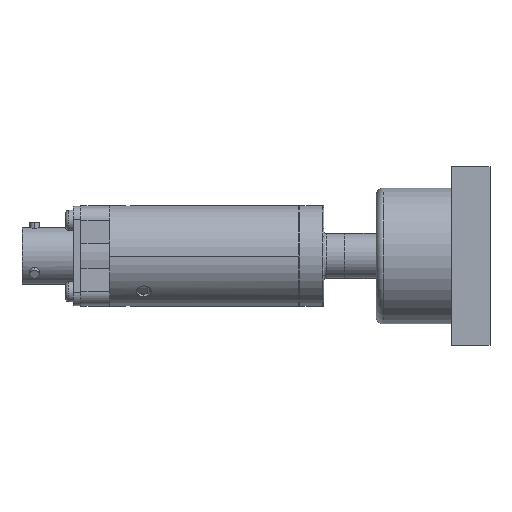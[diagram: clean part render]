
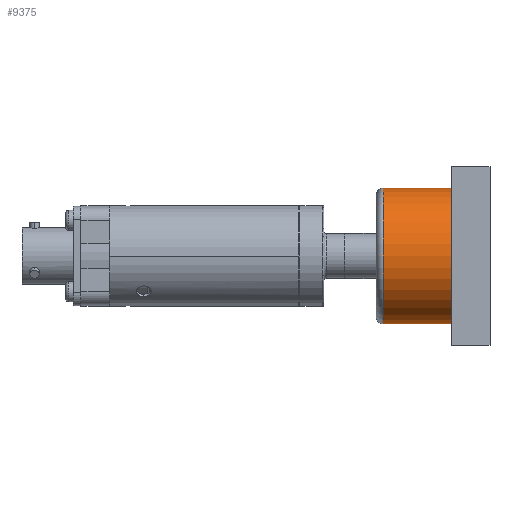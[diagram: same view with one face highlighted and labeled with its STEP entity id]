
A CAD part, left-side view. The second image highlights one B-rep face of the part: STEP entity #9375.
In plain terms, the highlighted cylindrical face has radius 14.351 mm (diameter 28.702 mm), a partial arc.
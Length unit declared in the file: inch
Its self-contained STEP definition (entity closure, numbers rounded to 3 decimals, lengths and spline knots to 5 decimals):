
#64 = CARTESIAN_POINT ( 'NONE',  ( -0.03527, 0.59692, 0.11239 ) ) ;
#176 = EDGE_CURVE ( 'NONE', #4221, #10165, #9090, .T. ) ;
#690 = ORIENTED_EDGE ( 'NONE', *, *, #13865, .T. ) ;
#967 = EDGE_LOOP ( 'NONE', ( #12690, #690, #3374, #3416 ) ) ;
#1446 = CARTESIAN_POINT ( 'NONE',  ( -0.03527, 0.65692, 0.11239 ) ) ;
#1660 = VERTEX_POINT ( 'NONE', #2281 ) ;
#2233 = CARTESIAN_POINT ( 'NONE',  ( -0.03527, 0.02692, -0.45261 ) ) ;
#2281 = CARTESIAN_POINT ( 'NONE',  ( -0.03527, 0.59692, -1.01761 ) ) ;
#3374 = ORIENTED_EDGE ( 'NONE', *, *, #4699, .T. ) ;
#3416 = ORIENTED_EDGE ( 'NONE', *, *, #7033, .T. ) ;
#3438 = AXIS2_PLACEMENT_3D ( 'NONE', #8391, #13991, #7294 ) ;
#3763 = DIRECTION ( 'NONE',  ( 0., -1., 0. ) ) ;
#4221 = VERTEX_POINT ( 'NONE', #64 ) ;
#4699 = EDGE_CURVE ( 'NONE', #1660, #11797, #9251, .T. ) ;
#5182 = CIRCLE ( 'NONE', #10944, 0.565 ) ;
#5234 = CARTESIAN_POINT ( 'NONE',  ( -0.03527, 0.59692, -0.45261 ) ) ;
#5489 = DIRECTION ( 'NONE',  ( 0., 1., 0. ) ) ;
#6274 = CARTESIAN_POINT ( 'NONE',  ( -0.03527, 0.02692, -1.01761 ) ) ;
#7033 = EDGE_CURVE ( 'NONE', #11797, #10165, #8373, .T. ) ;
#7155 = CARTESIAN_POINT ( 'NONE',  ( -0.03527, 0.65692, -1.01761 ) ) ;
#7294 = DIRECTION ( 'NONE',  ( 0., 0., -1. ) ) ;
#8373 = CIRCLE ( 'NONE', #11126, 0.565 ) ;
#8391 = CARTESIAN_POINT ( 'NONE',  ( -0.03527, 0.65692, -0.45261 ) ) ;
#8412 = DIRECTION ( 'NONE',  ( 0., -1., 0. ) ) ;
#9090 = LINE ( 'NONE', #1446, #9211 ) ;
#9211 = VECTOR ( 'NONE', #9238, 39.37008 ) ;
#9238 = DIRECTION ( 'NONE',  ( 0., -1., 0. ) ) ;
#9251 = LINE ( 'NONE', #7155, #11165 ) ;
#9375 = ADVANCED_FACE ( 'NONE', ( #10552 ), #9463, .T. ) ;
#9463 = CYLINDRICAL_SURFACE ( 'NONE', #3438, 0.565 ) ;
#9651 = CARTESIAN_POINT ( 'NONE',  ( -0.03527, 0.02692, 0.11239 ) ) ;
#10165 = VERTEX_POINT ( 'NONE', #9651 ) ;
#10552 = FACE_OUTER_BOUND ( 'NONE', #967, .T. ) ;
#10944 = AXIS2_PLACEMENT_3D ( 'NONE', #5234, #8412, #11932 ) ;
#11126 = AXIS2_PLACEMENT_3D ( 'NONE', #2233, #5489, #12048 ) ;
#11165 = VECTOR ( 'NONE', #3763, 39.37008 ) ;
#11797 = VERTEX_POINT ( 'NONE', #6274 ) ;
#11932 = DIRECTION ( 'NONE',  ( 0., 0., 1. ) ) ;
#12048 = DIRECTION ( 'NONE',  ( 0., 0., -1. ) ) ;
#12690 = ORIENTED_EDGE ( 'NONE', *, *, #176, .F. ) ;
#13865 = EDGE_CURVE ( 'NONE', #4221, #1660, #5182, .T. ) ;
#13991 = DIRECTION ( 'NONE',  ( 0., -1., 0. ) ) ;
